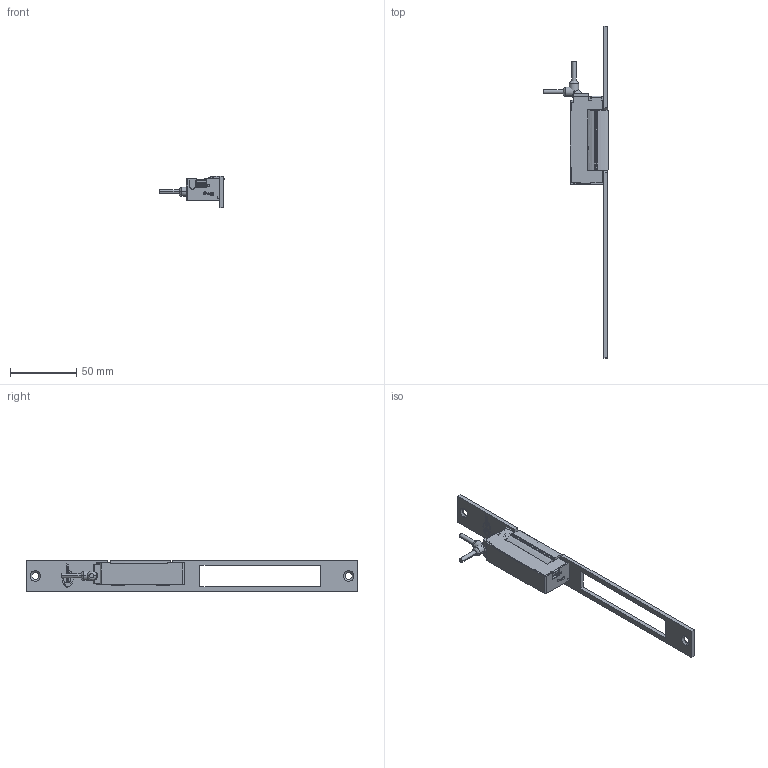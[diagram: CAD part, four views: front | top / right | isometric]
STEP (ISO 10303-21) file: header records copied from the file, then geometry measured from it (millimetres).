
FILE_DESCRIPTION (( 'STEP AP214' ), '1' );
FILE_NAME ('SEIP2203.step', '2025-03-31T08:47:32', ( '' ), ( '' ), 'SwSTEP 2.0', 'SolidWorks 2024', '' );
FILE_SCHEMA (( 'AUTOMOTIVE_DESIGN' ));
Length unit declared in the file: millimetre
Products named in the file (3): SEIP2203; SEIP2_CONNECTEUR VERTICAL; SEF203
Assembly tree (2 placements, depth 2):
  SEIP2203
    SEF203
    SEIP2_CONNECTEUR VERTICAL
Bounding box: 49.17 x 250 x 24 mm (x, y, z)
Volume: 23642.8 mm3; surface area: 29026.8 mm2
Topology: 18 solids, 18 shells, 1292 faces, 3447 edges, 2218 vertices
Faces by surface type: plane 775, cylinder 282, bspline 132, cone 103
Entity records: 42834 total; most frequent: CARTESIAN_POINT 11526, ORIENTED_EDGE 6886, DIRECTION 5798, EDGE_CURVE 3443, VECTOR 2326, LINE 2326, VERTEX_POINT 2218, AXIS2_PLACEMENT_3D 1736
